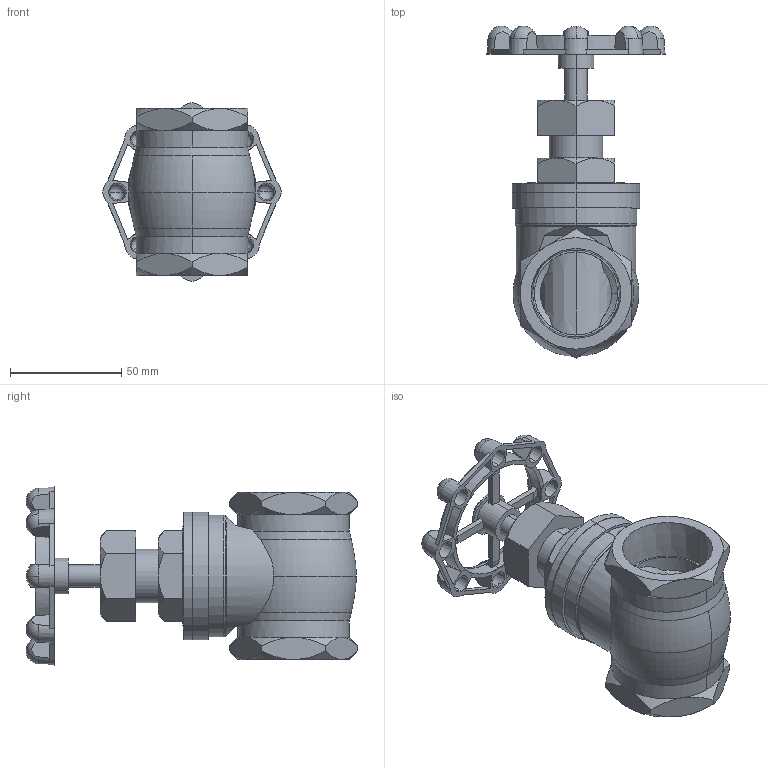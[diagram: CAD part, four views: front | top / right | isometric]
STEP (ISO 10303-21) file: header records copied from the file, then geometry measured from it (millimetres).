
FILE_DESCRIPTION (( 'STEP AP203' ), '1' );
FILE_NAME ('GT-200-DN32-TOTAL ASSEMBLY.STEP', '2019-01-11T07:22:18', ( '' ), ( '' ), 'SwSTEP 2.0', 'SolidWorks 2012', '' );
FILE_SCHEMA (( 'CONFIG_CONTROL_DESIGN' ));
Length unit declared in the file: millimetre
Products named in the file (4): GT-200-34-HW-3D; GT-200-DN32-BODY-3D; GT-200-DN32-TOTAL ASSEMBLY; GT-200-DN32-NUT-3D
Assembly tree (3 placements, depth 2):
  GT-200-DN32-TOTAL ASSEMBLY
    GT-200-DN32-BODY-3D
    GT-200-34-HW-3D
    GT-200-DN32-NUT-3D
Bounding box: 80 x 148.86 x 80 mm (x, y, z)
Volume: 217378.6 mm3; surface area: 48156.3 mm2
Topology: 4 solids, 4 shells, 408 faces, 1076 edges, 675 vertices
Faces by surface type: plane 158, cone 136, cylinder 76, sphere 32, torus 6
Entity records: 14457 total; most frequent: CARTESIAN_POINT 4156, ORIENTED_EDGE 2152, DIRECTION 2064, EDGE_CURVE 1076, AXIS2_PLACEMENT_3D 878, VERTEX_POINT 675, CIRCLE 464, EDGE_LOOP 437
